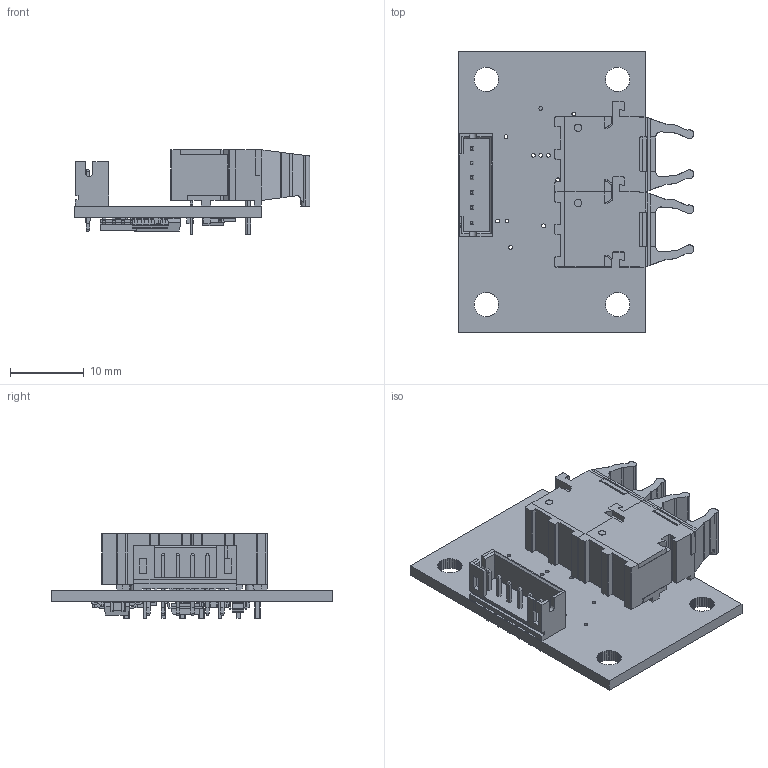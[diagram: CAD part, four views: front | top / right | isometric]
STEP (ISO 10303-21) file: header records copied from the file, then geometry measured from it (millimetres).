
FILE_DESCRIPTION(('PCB Model'),'2;1');
FILE_NAME('1682.STEP','2025-02-15T02:22:02',('jpt'),( 'Unspecified'),'Open CASCADE STEP processor 7.6','Proteus','Unknown' );
FILE_SCHEMA(('AUTOMOTIVE_DESIGN { 1 0 10303 214 1 1 1 1 }'));
Length unit declared in the file: millimetre
Products named in the file (93): Proteus PCB Model; Board; U1; Package; Body_1; NAUO1; SOLID; U2; C1; =>[0:1:1:3]; =>[0:1:1:4]; =>[0:1:1:5]; R2; R4; U3; =>[0:1:1:6]; =>[0:1:1:7]; =>[0:1:1:8]; =>[0:1:1:9]; U4; R1; P2; CR2; =>[0:1:1:10]; =>[0:1:1:11]; =>[0:1:1:12]; =>[0:1:1:13]; C2; C3; U5; C4; Q1; Part 4; Part 3; Part 2; Part 1
Assembly tree (98 placements, depth 6):
  Proteus PCB Model
    Board
    U1
      Package
        Body_1
          NAUO1
            SOLID
            SOLID
            SOLID
            SOLID
            SOLID
            SOLID
            SOLID
            SOLID
            SOLID
    U2
      Package
        Body_1
          NAUO1
            SOLID
            SOLID
            SOLID
            SOLID
            SOLID
            SOLID
            SOLID
            SOLID
            SOLID
    C1
      Package
        Body_1
          =>[0:1:1:3]
          =>[0:1:1:4]
          =>[0:1:1:5]
    R2
      Package
        Body_1
          =>[0:1:1:3]
          =>[0:1:1:4]
          =>[0:1:1:5]
    R4
      Package
        Body_1
          =>[0:1:1:3]
          =>[0:1:1:4]
          =>[0:1:1:5]
    U3
      Package
        Body_1
          =>[0:1:1:3]
          =>[0:1:1:4]
          =>[0:1:1:5]
          =>[0:1:1:6]
          =>[0:1:1:7]
          =>[0:1:1:8]
          =>[0:1:1:9]
    U4
      Package
        Body_1
          =>[0:1:1:3]
Bounding box: 31.88 x 38.1 x 11.43 mm (x, y, z)
Volume: 3392.9 mm3; surface area: 5970.9 mm2
Topology: 80 solids, 80 shells, 2081 faces, 5362 edges, 3400 vertices
Faces by surface type: plane 1650, cylinder 383, sphere 48
Full cylindrical faces by diameter (mm): 0.508 x13, 0.889 x18
Entity records: 51122 total; most frequent: CARTESIAN_POINT 8533, ORIENTED_EDGE 8212, DIRECTION 7864, EDGE_CURVE 4106, LINE 3618, VECTOR 3618, VERTEX_POINT 2640, AXIS2_PLACEMENT_3D 2123
